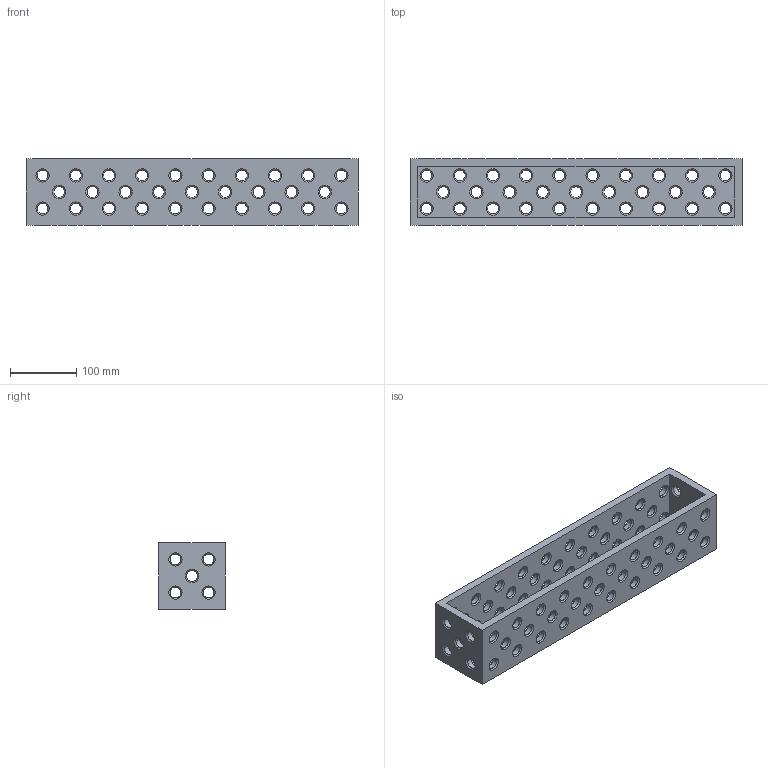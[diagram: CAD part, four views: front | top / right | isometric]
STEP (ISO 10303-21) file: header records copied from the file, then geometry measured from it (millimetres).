
FILE_DESCRIPTION(('STEP AP214'),'1');
FILE_NAME('160360.STP','2011-09-06T08:10:12',(' '),(' '),'Spatial InterOp 3D',' ',' ');
FILE_SCHEMA(('automotive_design'));
Length unit declared in the file: millimetre
Products named in the file (1): Quader
Bounding box: 500 x 100 x 100 mm (x, y, z)
Volume: 1558291.2 mm3; surface area: 326045.4 mm2
Topology: 1 solids, 1 shells, 593 faces, 1382 edges, 792 vertices
Faces by surface type: cone 388, cylinder 194, plane 11
Entity records: 21944 total; most frequent: DIRECTION 3346, CARTESIAN_POINT 2768, ORIENTED_EDGE 2764, EDGE_CURVE 1382, AXIS2_PLACEMENT_3D 1370, VERTEX_POINT 792, EDGE_LOOP 788, CIRCLE 776
